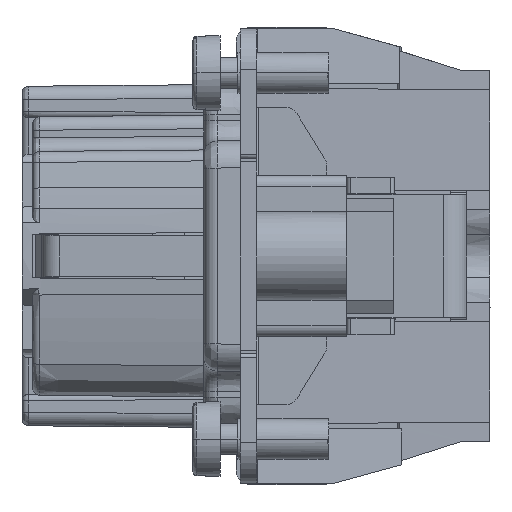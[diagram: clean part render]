
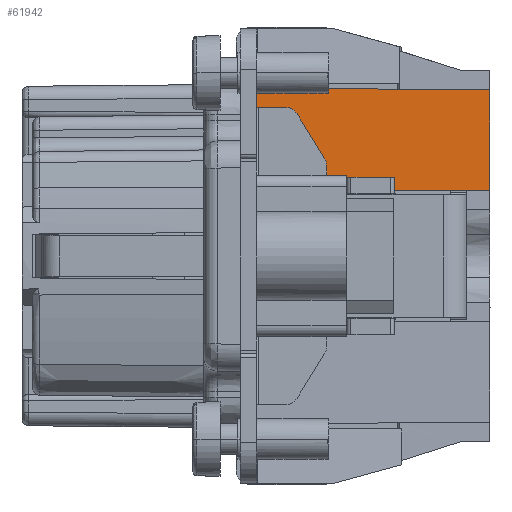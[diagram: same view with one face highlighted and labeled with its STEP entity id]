
A CAD part, left-side view. The second image highlights one B-rep face of the part: STEP entity #61942.
In plain terms, the highlighted planar face has unit normal (-1, -0.009, 0).
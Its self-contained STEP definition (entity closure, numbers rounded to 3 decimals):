
#3529=DIRECTION('',(0.,0.,1.));
#3530=VECTOR('',#3529,7.379);
#3531=CARTESIAN_POINT('',(-31.494,-18.4,4.861));
#3532=LINE('',#3531,#3530);
#8161=DIRECTION('',(-0.009,1.,-0.009));
#8162=VECTOR('',#8161,15.851);
#8163=CARTESIAN_POINT('',(-31.494,-18.4,4.861));
#8164=LINE('',#8163,#8162);
#8165=CARTESIAN_POINT('',(-31.646,-0.997,
4.241));
#8166=CARTESIAN_POINT('',(-31.646,-0.997,
3.744));
#8167=CARTESIAN_POINT('',(-31.646,-1.,3.247));
#8168=CARTESIAN_POINT('',(-31.646,-1.,2.75));
#8170=DIRECTION('',(0.,0.001,1.));
#8171=VECTOR('',#8170,8.15);
#8172=CARTESIAN_POINT('',(-31.646,-0.997,
4.241));
#8173=LINE('',#8172,#8171);
#8205=DIRECTION('',(-0.009,1.,0.009));
#8206=VECTOR('',#8205,17.41);
#8207=CARTESIAN_POINT('',(-31.494,-18.4,12.239));
#8208=LINE('',#8207,#8206);
#12746=DIRECTION('',(-0.008,0.865,-0.502));
#12747=VECTOR('',#12746,1.792);
#12748=CARTESIAN_POINT('',(-31.633,-2.55,3.65));
#12749=LINE('',#12748,#12747);
#12763=DIRECTION('',(0.,0.,-1.));
#12764=VECTOR('',#12763,1.072);
#12765=CARTESIAN_POINT('',(-31.633,-2.55,4.722));
#12766=LINE('',#12765,#12764);
#15394=CARTESIAN_POINT('',(-31.646,-0.991,
12.391));
#45604=VERTEX_POINT('',#15394);
#45739=CARTESIAN_POINT('',(-31.633,-2.55,3.65));
#45740=VERTEX_POINT('',#45739);
#45775=CARTESIAN_POINT('',(-31.646,-1.,2.75));
#45776=VERTEX_POINT('',#45775);
#45836=CARTESIAN_POINT('',(-31.646,-0.997,
4.241));
#45837=VERTEX_POINT('',#45836);
#45864=CARTESIAN_POINT('',(-31.633,-2.55,4.722));
#45865=VERTEX_POINT('',#45864);
#46759=CARTESIAN_POINT('',(-31.494,-18.4,4.861));
#46760=VERTEX_POINT('',#46759);
#46866=CARTESIAN_POINT('',(-31.494,-18.4,12.239));
#46867=VERTEX_POINT('',#46866);
#61922=CARTESIAN_POINT('',(-31.655,0.,13.6));
#61923=DIRECTION('',(-1.,-0.009,0.));
#61924=DIRECTION('',(0.,0.,-1.));
#61925=AXIS2_PLACEMENT_3D('',#61922,#61923,#61924);
#61926=PLANE('',#61925);
#61928=ORIENTED_EDGE('',*,*,#61927,.F.);
#61929=ORIENTED_EDGE('',*,*,#58277,.F.);
#61931=ORIENTED_EDGE('',*,*,#61930,.T.);
#61933=ORIENTED_EDGE('',*,*,#61932,.T.);
#61935=ORIENTED_EDGE('',*,*,#61934,.T.);
#61937=ORIENTED_EDGE('',*,*,#61936,.F.);
#61939=ORIENTED_EDGE('',*,*,#61938,.T.);
#61940=EDGE_LOOP('',(#61928,#61929,#61931,#61933,#61935,#61937,#61939));
#61941=FACE_OUTER_BOUND('',#61940,.F.);
#61942=ADVANCED_FACE('',(#61941),#61926,.T.);
#8169=B_SPLINE_CURVE_WITH_KNOTS('',3,(#8165,#8166,#8167,#8168),.UNSPECIFIED.,
.F.,.F.,(4,4),(0.,1.),.UNSPECIFIED.);
#58277=EDGE_CURVE('',#46760,#46867,#3532,.T.);
#61927=EDGE_CURVE('',#46867,#45604,#8208,.T.);
#61930=EDGE_CURVE('',#46760,#45865,#8164,.T.);
#61932=EDGE_CURVE('',#45865,#45740,#12766,.T.);
#61934=EDGE_CURVE('',#45740,#45776,#12749,.T.);
#61936=EDGE_CURVE('',#45837,#45776,#8169,.T.);
#61938=EDGE_CURVE('',#45837,#45604,#8173,.T.);
